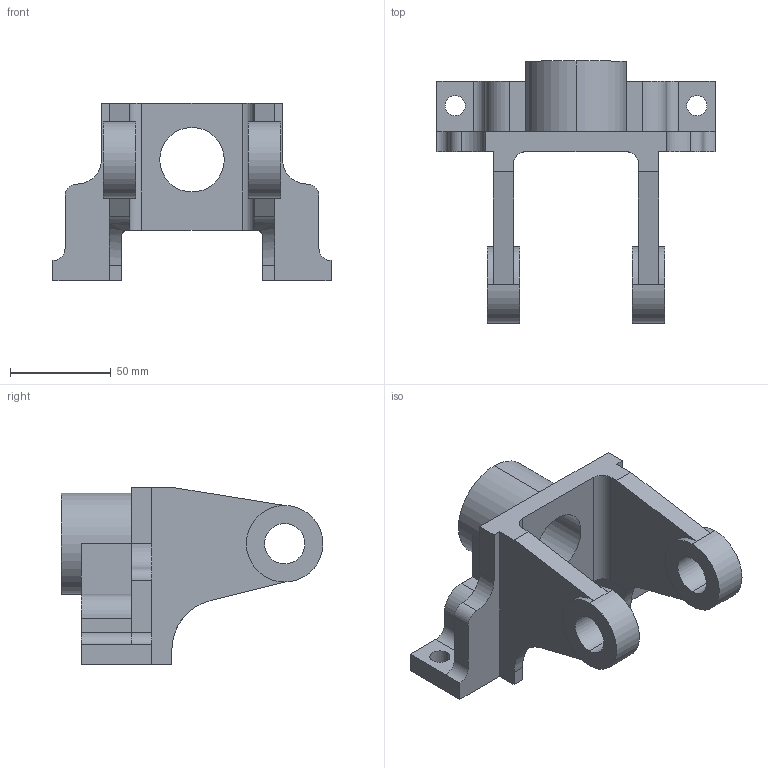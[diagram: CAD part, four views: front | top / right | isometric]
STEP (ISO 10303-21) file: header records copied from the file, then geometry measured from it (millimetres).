
FILE_DESCRIPTION (( 'STEP AP203' ), '1' );
FILE_NAME ('3.STEP', '2023-05-02T11:06:05', ( '' ), ( '' ), 'SwSTEP 2.0', 'SolidWorks 2019', '' );
FILE_SCHEMA (( 'CONFIG_CONTROL_DESIGN' ));
Length unit declared in the file: millimetre
Products named in the file (1): 3
Bounding box: 138 x 130 x 88 mm (x, y, z)
Volume: 252564.6 mm3; surface area: 58773.2 mm2
Topology: 1 solids, 1 shells, 74 faces, 206 edges, 134 vertices
Faces by surface type: plane 40, cylinder 34
Entity records: 2503 total; most frequent: CARTESIAN_POINT 445, DIRECTION 424, ORIENTED_EDGE 412, EDGE_CURVE 206, AXIS2_PLACEMENT_3D 145, LINE 134, VECTOR 134, VERTEX_POINT 134
